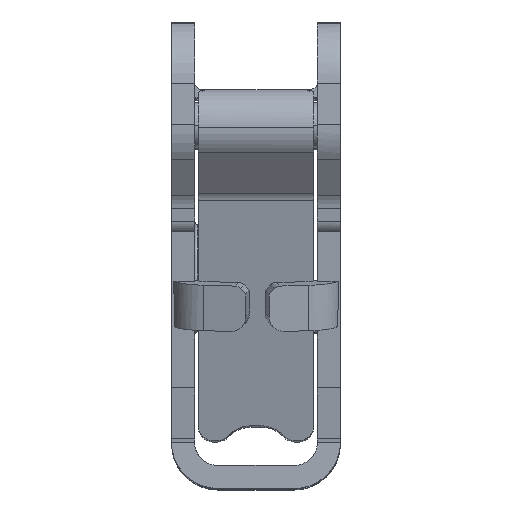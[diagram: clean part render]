
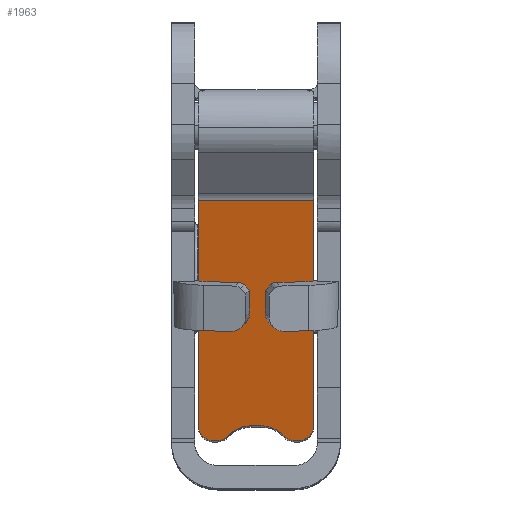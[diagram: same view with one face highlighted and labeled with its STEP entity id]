
A CAD part, top view. The second image highlights one B-rep face of the part: STEP entity #1963.
In plain terms, the highlighted face is planar.
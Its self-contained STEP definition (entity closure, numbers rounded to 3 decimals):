
#1 = CARTESIAN_POINT ( 'NONE',  ( 26.63, -1.904, -2.553 ) ) ;
#448 = VERTEX_POINT ( 'NONE', #25310 ) ;
#597 = CARTESIAN_POINT ( 'NONE',  ( 30.528, 13.731, 3.75 ) ) ;
#1087 = CARTESIAN_POINT ( 'NONE',  ( 30.528, 13.731, 3.75 ) ) ;
#1136 = CARTESIAN_POINT ( 'NONE',  ( 26.63, -1.904, -2.75 ) ) ;
#1703 = EDGE_CURVE ( 'NONE', #19602, #44085, #28078, .T. ) ;
#1963 = ADVANCED_FACE ( 'NONE', ( #28029 ), #20901, .F. ) ;
#2100 = CARTESIAN_POINT ( 'NONE',  ( 26.73, -1.502, 1.725 ) ) ;
#2563 = CARTESIAN_POINT ( 'NONE',  ( 26.775, -1.323, 1.54 ) ) ;
#3298 = CARTESIAN_POINT ( 'NONE',  ( 26.656, -1.8, 2.031 ) ) ;
#3643 = CARTESIAN_POINT ( 'NONE',  ( 26.871, -0.934, -0.572 ) ) ;
#4414 = VECTOR ( 'NONE', #4430, 1000. ) ;
#4430 = DIRECTION ( 'NONE',  ( -0.171, -0.686, 0.707 ) ) ;
#4771 = VECTOR ( 'NONE', #46391, 1000. ) ;
#4831 = ORIENTED_EDGE ( 'NONE', *, *, #35689, .F. ) ;
#5469 = CARTESIAN_POINT ( 'NONE',  ( 26.871, -0.934, 0.572 ) ) ;
#6106 = CARTESIAN_POINT ( 'NONE',  ( 26.63, -1.904, -2.553 ) ) ;
#6808 = VERTEX_POINT ( 'NONE', #22947 ) ;
#7325 = CARTESIAN_POINT ( 'NONE',  ( 26.745, -1.44, -3.642 ) ) ;
#9057 = VERTEX_POINT ( 'NONE', #1136 ) ;
#9459 = ORIENTED_EDGE ( 'NONE', *, *, #27144, .F. ) ;
#10266 = DIRECTION ( 'NONE',  ( -0.242, -0.97, 0. ) ) ;
#10299 = ORIENTED_EDGE ( 'NONE', *, *, #42762, .F. ) ;
#10583 = CARTESIAN_POINT ( 'NONE',  ( 26.73, -1.502, -1.725 ) ) ;
#10723 = LINE ( 'NONE', #25511, #4771 ) ;
#11009 = CARTESIAN_POINT ( 'NONE',  ( 26.63, -1.904, 3.75 ) ) ;
#13874 = LINE ( 'NONE', #28398, #29635 ) ;
#13897 = ORIENTED_EDGE ( 'NONE', *, *, #15218, .F. ) ;
#13904 = CARTESIAN_POINT ( 'NONE',  ( 26.871, -0.934, -0.311 ) ) ;
#14015 = CARTESIAN_POINT ( 'NONE',  ( 26.63, -1.904, 2.553 ) ) ;
#14255 = CARTESIAN_POINT ( 'NONE',  ( 26.7, -1.62, -1.846 ) ) ;
#14794 = CARTESIAN_POINT ( 'NONE',  ( 26.656, -1.8, 3.272 ) ) ;
#15066 = ORIENTED_EDGE ( 'NONE', *, *, #32829, .F. ) ;
#15157 = LINE ( 'NONE', #1087, #40444 ) ;
#15218 = EDGE_CURVE ( 'NONE', #22396, #448, #44854, .T. ) ;
#15405 = DIRECTION ( 'NONE',  ( 0., 0., -1. ) ) ;
#16898 = ORIENTED_EDGE ( 'NONE', *, *, #19446, .F. ) ;
#17130 = LINE ( 'NONE', #27841, #27865 ) ;
#17542 = CARTESIAN_POINT ( 'NONE',  ( 27.689, 2.346, 3.75 ) ) ;
#18355 = CARTESIAN_POINT ( 'NONE',  ( 30.528, 13.731, 3.75 ) ) ;
#18366 = CARTESIAN_POINT ( 'NONE',  ( 26.871, -0.934, 0.311 ) ) ;
#18586 = ORIENTED_EDGE ( 'NONE', *, *, #37553, .F. ) ;
#18597 = CARTESIAN_POINT ( 'NONE',  ( 26.63, -1.904, -2.292 ) ) ;
#18897 = VERTEX_POINT ( 'NONE', #40342 ) ;
#19446 = EDGE_CURVE ( 'NONE', #18897, #22279, #40458, .T. ) ;
#19602 = VERTEX_POINT ( 'NONE', #24326 ) ;
#20901 = PLANE ( 'NONE',  #32096 ) ;
#21139 = DIRECTION ( 'NONE',  ( -0.242, -0.97, 0. ) ) ;
#21367 = DIRECTION ( 'NONE',  ( -0.97, 0.242, 0. ) ) ;
#21437 = CARTESIAN_POINT ( 'NONE',  ( 26.63, -1.904, 2.292 ) ) ;
#21664 = DIRECTION ( 'NONE',  ( 0.171, 0.686, 0.707 ) ) ;
#21692 = ORIENTED_EDGE ( 'NONE', *, *, #21752, .F. ) ;
#21752 = EDGE_CURVE ( 'NONE', #36517, #18897, #17130, .T. ) ;
#21984 = LINE ( 'NONE', #11009, #29117 ) ;
#22021 = ORIENTED_EDGE ( 'NONE', *, *, #38095, .F. ) ;
#22279 = VERTEX_POINT ( 'NONE', #35082 ) ;
#22396 = VERTEX_POINT ( 'NONE', #46982 ) ;
#22947 = CARTESIAN_POINT ( 'NONE',  ( 30.528, 13.731, -3.75 ) ) ;
#23014 = CARTESIAN_POINT ( 'NONE',  ( 26.73, -1.502, -1.725 ) ) ;
#23643 = ORIENTED_EDGE ( 'NONE', *, *, #37797, .F. ) ;
#23925 = VERTEX_POINT ( 'NONE', #6106 ) ;
#24210 = VERTEX_POINT ( 'NONE', #597 ) ;
#24326 = CARTESIAN_POINT ( 'NONE',  ( 26.7, -1.62, -1.846 ) ) ;
#24901 = CARTESIAN_POINT ( 'NONE',  ( 26.81, -1.179, -1.318 ) ) ;
#24938 = VECTOR ( 'NONE', #21664, 1000. ) ;
#25310 = CARTESIAN_POINT ( 'NONE',  ( 26.7, -1.62, 1.846 ) ) ;
#25372 = CARTESIAN_POINT ( 'NONE',  ( 26.775, -1.323, -1.54 ) ) ;
#25511 = CARTESIAN_POINT ( 'NONE',  ( 26.871, -0.934, 3.75 ) ) ;
#25809 = DIRECTION ( 'NONE',  ( 0., 0., 1. ) ) ;
#26430 = ORIENTED_EDGE ( 'NONE', *, *, #38726, .T. ) ;
#27144 = EDGE_CURVE ( 'NONE', #24210, #6808, #15157, .T. ) ;
#27383 = EDGE_CURVE ( 'NONE', #44085, #43614, #37233, .T. ) ;
#27591 = CARTESIAN_POINT ( 'NONE',  ( 26.871, -0.934, -0.311 ) ) ;
#27758 = B_SPLINE_CURVE_WITH_KNOTS ( 'NONE', 3,
 ( #28761, #29003, #7325, #43253, #42573, #32796 ),
 .UNSPECIFIED., .F., .F.,
 ( 4, 2, 4 ),
 ( 0., 0.5, 1. ),
 .UNSPECIFIED. ) ;
#27809 = CARTESIAN_POINT ( 'NONE',  ( 26.81, -1.179, 1.318 ) ) ;
#27841 = CARTESIAN_POINT ( 'NONE',  ( 26.63, -1.904, 3.75 ) ) ;
#27865 = VECTOR ( 'NONE', #39027, 1000. ) ;
#28029 = FACE_OUTER_BOUND ( 'NONE', #36119, .T. ) ;
#28078 = LINE ( 'NONE', #14255, #24938 ) ;
#28398 = CARTESIAN_POINT ( 'NONE',  ( 30.528, 13.731, -3.75 ) ) ;
#28761 = CARTESIAN_POINT ( 'NONE',  ( 26.871, -0.934, -3.75 ) ) ;
#29003 = CARTESIAN_POINT ( 'NONE',  ( 26.808, -1.188, -3.75 ) ) ;
#29117 = VECTOR ( 'NONE', #25809, 1000. ) ;
#29530 = CARTESIAN_POINT ( 'NONE',  ( 26.656, -1.8, -2.031 ) ) ;
#29635 = VECTOR ( 'NONE', #42901, 1000. ) ;
#31433 = CARTESIAN_POINT ( 'NONE',  ( 26.7, -1.62, 1.846 ) ) ;
#31928 = CARTESIAN_POINT ( 'NONE',  ( 26.808, -1.188, 3.75 ) ) ;
#32096 = AXIS2_PLACEMENT_3D ( 'NONE', #17542, #21367, #21139 ) ;
#32639 = CARTESIAN_POINT ( 'NONE',  ( 26.63, -1.904, 2.75 ) ) ;
#32796 = CARTESIAN_POINT ( 'NONE',  ( 26.63, -1.904, -2.75 ) ) ;
#32829 = EDGE_CURVE ( 'NONE', #6808, #33319, #13874, .T. ) ;
#32864 = ORIENTED_EDGE ( 'NONE', *, *, #27383, .F. ) ;
#32996 = VECTOR ( 'NONE', #10266, 1000. ) ;
#33312 = CARTESIAN_POINT ( 'NONE',  ( 26.7, -1.62, -1.846 ) ) ;
#33319 = VERTEX_POINT ( 'NONE', #43642 ) ;
#33995 = EDGE_CURVE ( 'NONE', #43498, #22396, #36184, .T. ) ;
#34766 = ORIENTED_EDGE ( 'NONE', *, *, #1703, .F. ) ;
#35082 = CARTESIAN_POINT ( 'NONE',  ( 26.871, -0.934, 3.75 ) ) ;
#35689 = EDGE_CURVE ( 'NONE', #448, #36517, #37552, .T. ) ;
#36119 = EDGE_LOOP ( 'NONE', ( #16898, #21692, #4831, #13897, #41882, #23643, #32864, #34766, #10299, #18586, #22021, #15066, #9459, #26430 ) ) ;
#36184 = B_SPLINE_CURVE_WITH_KNOTS ( 'NONE', 3,
 ( #38748, #5469, #45631, #27809, #2563, #2100 ),
 .UNSPECIFIED., .F., .F.,
 ( 4, 2, 4 ),
 ( 0., 0.5, 1. ),
 .UNSPECIFIED. ) ;
#36517 = VERTEX_POINT ( 'NONE', #14015 ) ;
#37233 = B_SPLINE_CURVE_WITH_KNOTS ( 'NONE', 3,
 ( #10583, #25372, #24901, #39593, #3643, #13904 ),
 .UNSPECIFIED., .F., .F.,
 ( 4, 2, 4 ),
 ( 0., 0.5, 1. ),
 .UNSPECIFIED. ) ;
#37552 = B_SPLINE_CURVE_WITH_KNOTS ( 'NONE', 3,
 ( #31433, #3298, #21437, #43289 ),
 .UNSPECIFIED., .F., .F.,
 ( 4, 4 ),
 ( 0., 1. ),
 .UNSPECIFIED. ) ;
#37553 = EDGE_CURVE ( 'NONE', #9057, #23925, #21984, .T. ) ;
#37797 = EDGE_CURVE ( 'NONE', #43614, #43498, #10723, .T. ) ;
#38095 = EDGE_CURVE ( 'NONE', #33319, #9057, #27758, .T. ) ;
#38726 = EDGE_CURVE ( 'NONE', #24210, #22279, #43539, .T. ) ;
#38748 = CARTESIAN_POINT ( 'NONE',  ( 26.871, -0.934, 0.311 ) ) ;
#39027 = DIRECTION ( 'NONE',  ( 0., 0., 1. ) ) ;
#39061 = CARTESIAN_POINT ( 'NONE',  ( 26.871, -0.934, 3.75 ) ) ;
#39283 = CARTESIAN_POINT ( 'NONE',  ( 26.63, -1.904, 3.012 ) ) ;
#39593 = CARTESIAN_POINT ( 'NONE',  ( 26.859, -0.984, -0.834 ) ) ;
#39751 = CARTESIAN_POINT ( 'NONE',  ( 26.745, -1.44, 3.642 ) ) ;
#40342 = CARTESIAN_POINT ( 'NONE',  ( 26.63, -1.904, 2.75 ) ) ;
#40444 = VECTOR ( 'NONE', #15405, 1000. ) ;
#40458 = B_SPLINE_CURVE_WITH_KNOTS ( 'NONE', 3,
 ( #32639, #39283, #14794, #39751, #31928, #39061 ),
 .UNSPECIFIED., .F., .F.,
 ( 4, 2, 4 ),
 ( 0., 0.5, 1. ),
 .UNSPECIFIED. ) ;
#40838 = CARTESIAN_POINT ( 'NONE',  ( 26.73, -1.502, 1.725 ) ) ;
#41056 = B_SPLINE_CURVE_WITH_KNOTS ( 'NONE', 3,
 ( #1, #18597, #29530, #33312 ),
 .UNSPECIFIED., .F., .F.,
 ( 4, 4 ),
 ( 0., 1. ),
 .UNSPECIFIED. ) ;
#41882 = ORIENTED_EDGE ( 'NONE', *, *, #33995, .F. ) ;
#42573 = CARTESIAN_POINT ( 'NONE',  ( 26.63, -1.904, -3.012 ) ) ;
#42762 = EDGE_CURVE ( 'NONE', #23925, #19602, #41056, .T. ) ;
#42901 = DIRECTION ( 'NONE',  ( -0.242, -0.97, 0. ) ) ;
#43253 = CARTESIAN_POINT ( 'NONE',  ( 26.656, -1.8, -3.272 ) ) ;
#43289 = CARTESIAN_POINT ( 'NONE',  ( 26.63, -1.904, 2.553 ) ) ;
#43498 = VERTEX_POINT ( 'NONE', #18366 ) ;
#43539 = LINE ( 'NONE', #18355, #32996 ) ;
#43614 = VERTEX_POINT ( 'NONE', #27591 ) ;
#43642 = CARTESIAN_POINT ( 'NONE',  ( 26.871, -0.934, -3.75 ) ) ;
#44085 = VERTEX_POINT ( 'NONE', #23014 ) ;
#44854 = LINE ( 'NONE', #40838, #4414 ) ;
#45631 = CARTESIAN_POINT ( 'NONE',  ( 26.859, -0.984, 0.834 ) ) ;
#46391 = DIRECTION ( 'NONE',  ( 0., 0., 1. ) ) ;
#46982 = CARTESIAN_POINT ( 'NONE',  ( 26.73, -1.502, 1.725 ) ) ;
